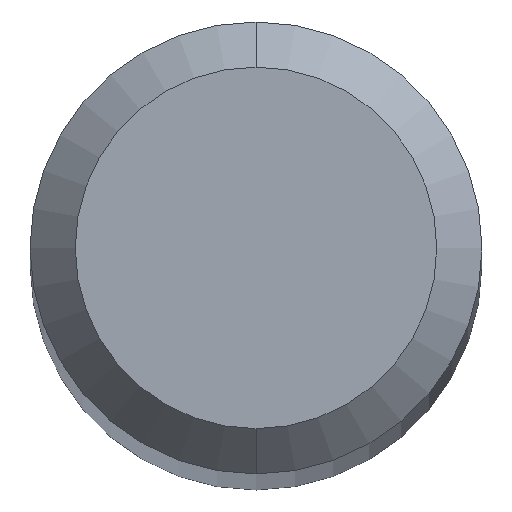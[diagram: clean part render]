
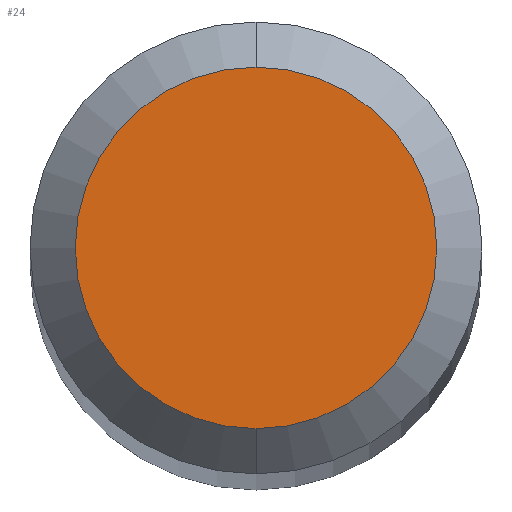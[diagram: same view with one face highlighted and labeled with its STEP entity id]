
A CAD part, top view. The second image highlights one B-rep face of the part: STEP entity #24.
In plain terms, the highlighted planar face has unit normal (0, 0, 1).
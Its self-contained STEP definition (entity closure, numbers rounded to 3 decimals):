
#15 = DIRECTION ( 'NONE',  ( 0., 0., 1. ) ) ;
#24 = ADVANCED_FACE ( 'NONE', ( #70 ), #131, .F. ) ;
#27 = CIRCLE ( 'NONE', #189, 1.615 ) ;
#29 = ORIENTED_EDGE ( 'NONE', *, *, #113, .T. ) ;
#34 = DIRECTION ( 'NONE',  ( 0., 1., 0. ) ) ;
#54 = DIRECTION ( 'NONE',  ( 0., 0., -1. ) ) ;
#60 = AXIS2_PLACEMENT_3D ( 'NONE', #214, #54, #34 ) ;
#70 = FACE_OUTER_BOUND ( 'NONE', #157, .T. ) ;
#80 = CARTESIAN_POINT ( 'NONE',  ( 0., 0., 0. ) ) ;
#93 = VERTEX_POINT ( 'NONE', #201 ) ;
#94 = CIRCLE ( 'NONE', #204, 1.615 ) ;
#106 = DIRECTION ( 'NONE',  ( 0., 0., 1. ) ) ;
#113 = EDGE_CURVE ( 'NONE', #93, #153, #27, .T. ) ;
#131 = PLANE ( 'NONE',  #60 ) ;
#136 = DIRECTION ( 'NONE',  ( 0., 1., 0. ) ) ;
#153 = VERTEX_POINT ( 'NONE', #167 ) ;
#157 = EDGE_LOOP ( 'NONE', ( #198, #29 ) ) ;
#167 = CARTESIAN_POINT ( 'NONE',  ( 0., 1.615, 0. ) ) ;
#173 = CARTESIAN_POINT ( 'NONE',  ( 0., 0., 0. ) ) ;
#189 = AXIS2_PLACEMENT_3D ( 'NONE', #80, #106, #136 ) ;
#198 = ORIENTED_EDGE ( 'NONE', *, *, #209, .T. ) ;
#201 = CARTESIAN_POINT ( 'NONE',  ( 0., -1.615, 0. ) ) ;
#204 = AXIS2_PLACEMENT_3D ( 'NONE', #173, #15, #211 ) ;
#209 = EDGE_CURVE ( 'NONE', #153, #93, #94, .T. ) ;
#211 = DIRECTION ( 'NONE',  ( 0., 1., 0. ) ) ;
#214 = CARTESIAN_POINT ( 'NONE',  ( 0., 2.019, 0. ) ) ;
